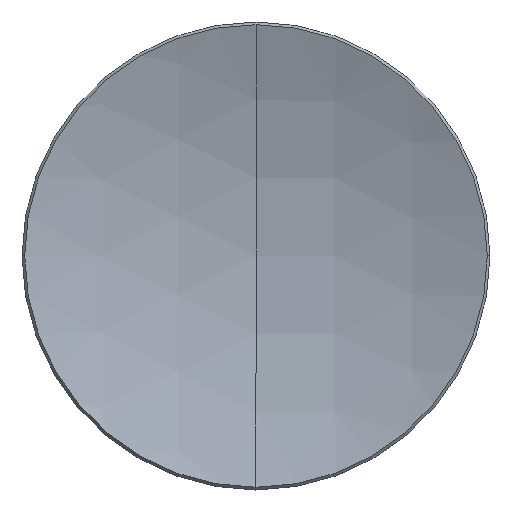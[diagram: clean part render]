
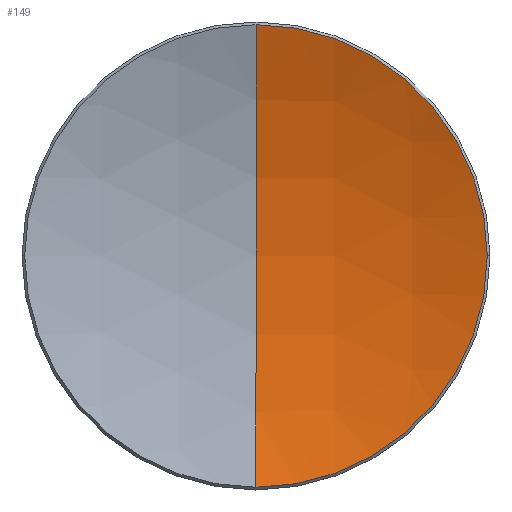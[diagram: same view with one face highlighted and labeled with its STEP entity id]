
A CAD part, top view. The second image highlights one B-rep face of the part: STEP entity #149.
In plain terms, the highlighted spherical face has radius 36.8 mm.
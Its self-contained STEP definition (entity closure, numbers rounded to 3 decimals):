
#6 = ORIENTED_EDGE ( 'NONE', *, *, #263, .T. ) ;
#8 = VERTEX_POINT ( 'NONE', #65 ) ;
#13 = CARTESIAN_POINT ( 'NONE',  ( 0., 0., 9.439 ) ) ;
#18 = DIRECTION ( 'NONE',  ( -1., 0., 0. ) ) ;
#49 = CIRCLE ( 'NONE', #140, 12.554 ) ;
#55 = DIRECTION ( 'NONE',  ( 0., 1., 0. ) ) ;
#57 = AXIS2_PLACEMENT_3D ( 'NONE', #165, #18, #259 ) ;
#63 = EDGE_CURVE ( 'NONE', #135, #154, #49, .T. ) ;
#65 = CARTESIAN_POINT ( 'NONE',  ( 0., -12.554, 11.646 ) ) ;
#72 = CARTESIAN_POINT ( 'NONE',  ( 0., 0., 11.646 ) ) ;
#78 = CIRCLE ( 'NONE', #226, 36.8 ) ;
#87 = DIRECTION ( 'NONE',  ( 1., 0., 0. ) ) ;
#89 = EDGE_LOOP ( 'NONE', ( #247, #276, #6, #237 ) ) ;
#102 = CARTESIAN_POINT ( 'NONE',  ( 0., 0., 46.239 ) ) ;
#103 = CARTESIAN_POINT ( 'NONE',  ( 0., 0., 46.239 ) ) ;
#127 = DIRECTION ( 'NONE',  ( 0., 0., -1. ) ) ;
#133 = EDGE_CURVE ( 'NONE', #137, #8, #219, .T. ) ;
#135 = VERTEX_POINT ( 'NONE', #280 ) ;
#137 = VERTEX_POINT ( 'NONE', #13 ) ;
#140 = AXIS2_PLACEMENT_3D ( 'NONE', #72, #199, #258 ) ;
#149 = ADVANCED_FACE ( 'NONE', ( #195 ), #192, .F. ) ;
#154 = VERTEX_POINT ( 'NONE', #240 ) ;
#165 = CARTESIAN_POINT ( 'NONE',  ( 0., 0., 46.239 ) ) ;
#170 = CIRCLE ( 'NONE', #231, 12.554 ) ;
#179 = EDGE_CURVE ( 'NONE', #137, #154, #78, .T. ) ;
#192 = SPHERICAL_SURFACE ( 'NONE', #244, 36.8 ) ;
#195 = FACE_OUTER_BOUND ( 'NONE', #89, .T. ) ;
#199 = DIRECTION ( 'NONE',  ( 0., 0., 1. ) ) ;
#219 = CIRCLE ( 'NONE', #57, 36.8 ) ;
#226 = AXIS2_PLACEMENT_3D ( 'NONE', #102, #87, #127 ) ;
#231 = AXIS2_PLACEMENT_3D ( 'NONE', #279, #257, #232 ) ;
#232 = DIRECTION ( 'NONE',  ( 1., 0., 0. ) ) ;
#237 = ORIENTED_EDGE ( 'NONE', *, *, #63, .T. ) ;
#240 = CARTESIAN_POINT ( 'NONE',  ( 0., 12.554, 11.646 ) ) ;
#244 = AXIS2_PLACEMENT_3D ( 'NONE', #103, #277, #55 ) ;
#247 = ORIENTED_EDGE ( 'NONE', *, *, #179, .F. ) ;
#257 = DIRECTION ( 'NONE',  ( 0., 0., 1. ) ) ;
#258 = DIRECTION ( 'NONE',  ( 1., 0., 0. ) ) ;
#259 = DIRECTION ( 'NONE',  ( 0., -1., 0. ) ) ;
#263 = EDGE_CURVE ( 'NONE', #8, #135, #170, .T. ) ;
#276 = ORIENTED_EDGE ( 'NONE', *, *, #133, .T. ) ;
#277 = DIRECTION ( 'NONE',  ( -1., 0., 0. ) ) ;
#279 = CARTESIAN_POINT ( 'NONE',  ( 0., 0., 11.646 ) ) ;
#280 = CARTESIAN_POINT ( 'NONE',  ( 12.554, 0., 11.646 ) ) ;
